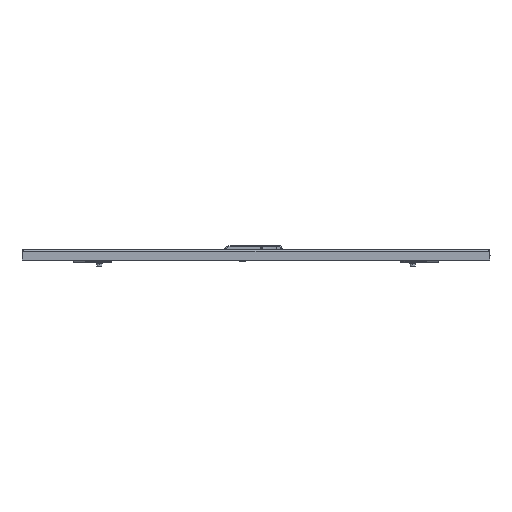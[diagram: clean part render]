
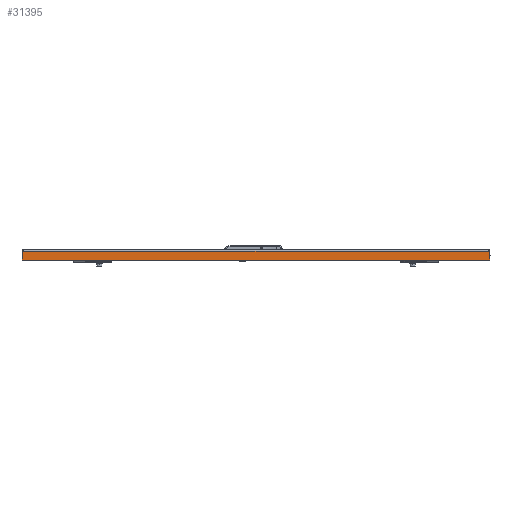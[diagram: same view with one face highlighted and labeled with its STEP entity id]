
A CAD part, left-side view. The second image highlights one B-rep face of the part: STEP entity #31395.
In plain terms, the highlighted planar face has unit normal (-1, 0, 0).
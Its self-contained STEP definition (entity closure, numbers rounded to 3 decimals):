
#11883 = CARTESIAN_POINT ( 'NONE',  ( -197., 447.5, 0. ) ) ;
#11885 = DIRECTION ( 'NONE',  ( 0., 0., -1. ) ) ;
#11897 = CARTESIAN_POINT ( 'NONE',  ( -197., -447.5, -3. ) ) ;
#11911 = DIRECTION ( 'NONE',  ( 0., -1., 0. ) ) ;
#11928 = CARTESIAN_POINT ( 'NONE',  ( -197., -447.5, -3. ) ) ;
#11932 = DIRECTION ( 'NONE',  ( 0., -1., 0. ) ) ;
#12610 = ORIENTED_EDGE ( 'NONE', *, *, #38472, .F. ) ;
#12612 = ORIENTED_EDGE ( 'NONE', *, *, #38464, .T. ) ;
#12614 = ORIENTED_EDGE ( 'NONE', *, *, #38450, .T. ) ;
#12616 = ORIENTED_EDGE ( 'NONE', *, *, #38456, .T. ) ;
#12618 = ORIENTED_EDGE ( 'NONE', *, *, #38470, .F. ) ;
#12620 = ORIENTED_EDGE ( 'NONE', *, *, #38444, .F. ) ;
#12844 = DIRECTION ( 'NONE',  ( 0., -1., 0. ) ) ;
#12862 = CARTESIAN_POINT ( 'NONE',  ( -197., -447.5, -3. ) ) ;
#12875 = CARTESIAN_POINT ( 'NONE',  ( -197., 0., -20. ) ) ;
#12877 = DIRECTION ( 'NONE',  ( 0., -1., 0. ) ) ;
#12878 = DIRECTION ( 'NONE',  ( 0., 0., 1. ) ) ;
#12885 = CARTESIAN_POINT ( 'NONE',  ( -197., -447.5, 0. ) ) ;
#13488 = LINE ( 'NONE', #12862, #13493 ) ;
#13493 = VECTOR ( 'NONE', #12844, 1000. ) ;
#13501 = LINE ( 'NONE', #12875, #13504 ) ;
#13504 = VECTOR ( 'NONE', #12877, 1000. ) ;
#13512 = LINE ( 'NONE', #12885, #13514 ) ;
#13514 = VECTOR ( 'NONE', #12878, 1000. ) ;
#13523 = LINE ( 'NONE', #11883, #13526 ) ;
#13526 = VECTOR ( 'NONE', #11885, 1000. ) ;
#13531 = LINE ( 'NONE', #11897, #13536 ) ;
#13533 = LINE ( 'NONE', #11928, #13535 ) ;
#13535 = VECTOR ( 'NONE', #11932, 1000. ) ;
#13536 = VECTOR ( 'NONE', #11911, 1000. ) ;
#20477 = DIRECTION ( 'NONE',  ( 1., 0., 0. ) ) ;
#20478 = DIRECTION ( 'NONE',  ( 0., 0., -1. ) ) ;
#21009 = PLANE ( 'NONE',  #21782 ) ;
#21782 = AXIS2_PLACEMENT_3D ( 'NONE', #22697, #20477, #20478 ) ;
#22315 = FACE_OUTER_BOUND ( 'NONE', #42044, .T. ) ;
#22697 = CARTESIAN_POINT ( 'NONE',  ( -197., 0., 0. ) ) ;
#31395 = ADVANCED_FACE ( 'NONE', ( #22315 ), #21009, .F. ) ;
#35577 = CARTESIAN_POINT ( 'NONE',  ( -197., 444.5, -3. ) ) ;
#35580 = CARTESIAN_POINT ( 'NONE',  ( -197., -444.5, -3. ) ) ;
#35581 = CARTESIAN_POINT ( 'NONE',  ( -197., -447.5, -20. ) ) ;
#35582 = CARTESIAN_POINT ( 'NONE',  ( -197., 447.5, -3. ) ) ;
#35585 = CARTESIAN_POINT ( 'NONE',  ( -197., 447.5, -20. ) ) ;
#35587 = CARTESIAN_POINT ( 'NONE',  ( -197., -447.5, -3. ) ) ;
#38444 = EDGE_CURVE ( 'NONE', #41303, #41306, #13488, .T. ) ;
#38450 = EDGE_CURVE ( 'NONE', #41311, #41307, #13501, .T. ) ;
#38456 = EDGE_CURVE ( 'NONE', #41307, #41313, #13512, .T. ) ;
#38464 = EDGE_CURVE ( 'NONE', #41308, #41311, #13523, .T. ) ;
#38470 = EDGE_CURVE ( 'NONE', #41306, #41313, #13531, .T. ) ;
#38472 = EDGE_CURVE ( 'NONE', #41308, #41303, #13533, .T. ) ;
#41303 = VERTEX_POINT ( 'NONE', #35577 ) ;
#41306 = VERTEX_POINT ( 'NONE', #35580 ) ;
#41307 = VERTEX_POINT ( 'NONE', #35581 ) ;
#41308 = VERTEX_POINT ( 'NONE', #35582 ) ;
#41311 = VERTEX_POINT ( 'NONE', #35585 ) ;
#41313 = VERTEX_POINT ( 'NONE', #35587 ) ;
#42044 = EDGE_LOOP ( 'NONE', ( #12610, #12612, #12614, #12616, #12618, #12620 ) ) ;
